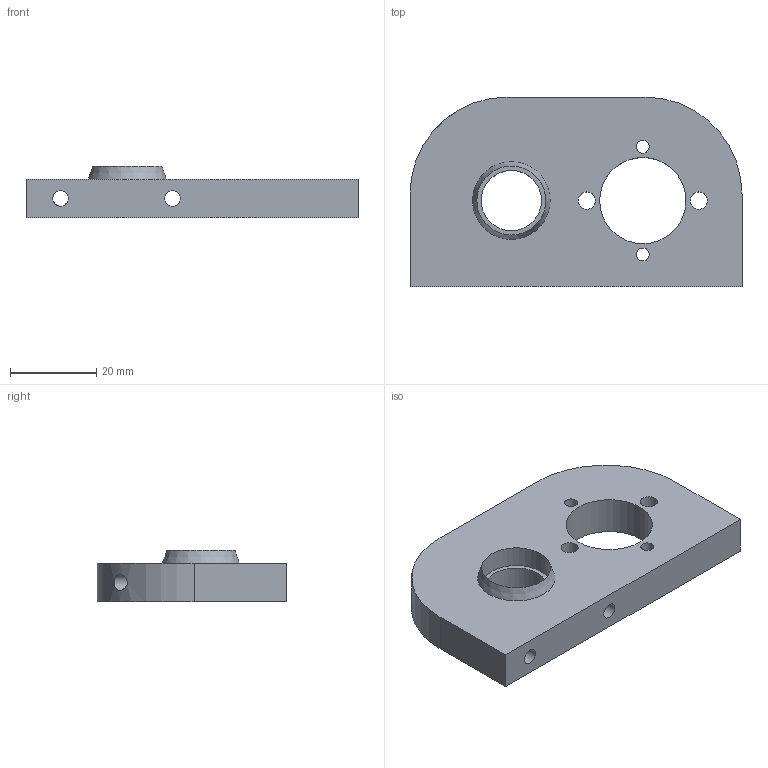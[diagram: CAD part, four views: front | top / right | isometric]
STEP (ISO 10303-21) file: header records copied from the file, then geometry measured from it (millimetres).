
FILE_DESCRIPTION(/* description */ (''),/* implementation_level */ '2;1');
FILE_NAME(/* name */ 'Fix2.step',/* time_stamp */ '2025-06-30T15:13:05+03:00',/* author */ (''),/* organization */ (''),/* preprocessor_version */ 'ST-DEVELOPER v20.1',/* originating_system */ 'Autodesk Translation Framework v14.10.0.0',/* authorisation */ '');
FILE_SCHEMA (('AUTOMOTIVE_DESIGN { 1 0 10303 214 3 1 1 }'));
Length unit declared in the file: millimetre
Products named in the file (1): 2025-06-30-00-16-28-640
Bounding box: 77 x 44 x 12 mm (x, y, z)
Volume: 23113 mm3; surface area: 9857.4 mm2
Topology: 1 solids, 1 shells, 19 faces, 48 edges, 32 vertices
Faces by surface type: cylinder 11, plane 7, cone 1
Full cylindrical faces by diameter (mm): 3 x2, 3.6 x2, 4 x2, 14 x1, 16 x1, 20 x1
Entity records: 679 total; most frequent: CARTESIAN_POINT 134, DIRECTION 108, ORIENTED_EDGE 96, EDGE_CURVE 48, AXIS2_PLACEMENT_3D 42, EDGE_LOOP 36, VERTEX_POINT 32, LINE 24
